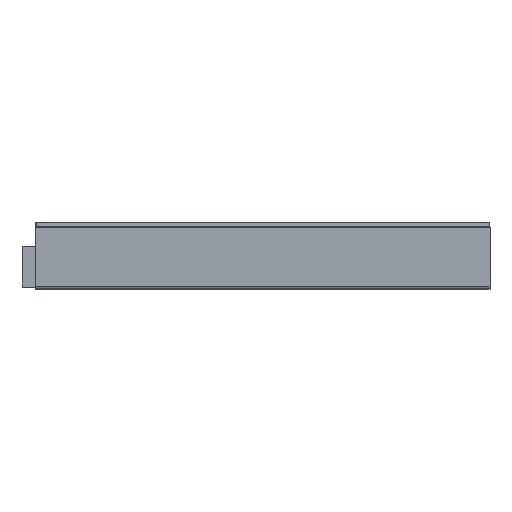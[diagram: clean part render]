
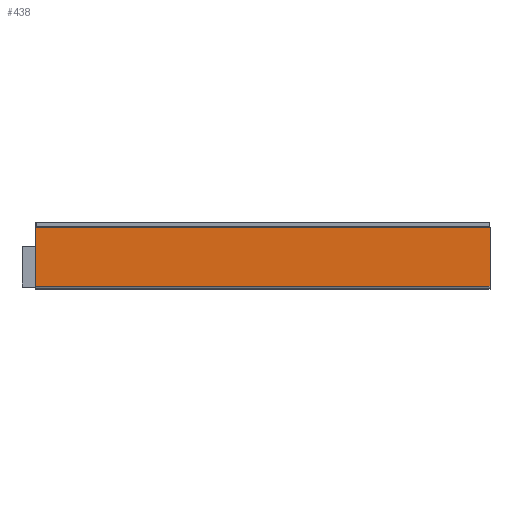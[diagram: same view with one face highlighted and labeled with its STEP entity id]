
A CAD part, top view. The second image highlights one B-rep face of the part: STEP entity #438.
In plain terms, the highlighted planar face has unit normal (0, 0, 1).
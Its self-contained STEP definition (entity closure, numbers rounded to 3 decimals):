
#74 = DIRECTION ( 'NONE',  ( 0., 1., 0. ) ) ;
#84 = PLANE ( 'NONE',  #757 ) ;
#93 = CARTESIAN_POINT ( 'NONE',  ( 97.1, 0., 0. ) ) ;
#171 = CARTESIAN_POINT ( 'NONE',  ( 97.1, 0.7, 0. ) ) ;
#187 = EDGE_CURVE ( 'NONE', #662, #1467, #385, .T. ) ;
#205 = DIRECTION ( 'NONE',  ( 1., 0., 0. ) ) ;
#262 = CARTESIAN_POINT ( 'NONE',  ( -2., 13.4, 0. ) ) ;
#291 = VECTOR ( 'NONE', #320, 1000. ) ;
#299 = CARTESIAN_POINT ( 'NONE',  ( 97.1, 13.4, 0. ) ) ;
#320 = DIRECTION ( 'NONE',  ( -1., 0., 0. ) ) ;
#344 = VECTOR ( 'NONE', #74, 1000. ) ;
#385 = LINE ( 'NONE', #1503, #1597 ) ;
#423 = VECTOR ( 'NONE', #1594, 1000. ) ;
#431 = ORIENTED_EDGE ( 'NONE', *, *, #1308, .T. ) ;
#438 = ADVANCED_FACE ( 'NONE', ( #803 ), #84, .F. ) ;
#662 = VERTEX_POINT ( 'NONE', #1945 ) ;
#716 = ORIENTED_EDGE ( 'NONE', *, *, #855, .T. ) ;
#724 = EDGE_LOOP ( 'NONE', ( #1191, #716, #431, #1267 ) ) ;
#757 = AXIS2_PLACEMENT_3D ( 'NONE', #1557, #1733, #1550 ) ;
#803 = FACE_OUTER_BOUND ( 'NONE', #724, .T. ) ;
#855 = EDGE_CURVE ( 'NONE', #1467, #2002, #1393, .T. ) ;
#931 = LINE ( 'NONE', #971, #423 ) ;
#971 = CARTESIAN_POINT ( 'NONE',  ( -2., 0., 0. ) ) ;
#1150 = LINE ( 'NONE', #2054, #291 ) ;
#1191 = ORIENTED_EDGE ( 'NONE', *, *, #187, .T. ) ;
#1267 = ORIENTED_EDGE ( 'NONE', *, *, #1361, .T. ) ;
#1308 = EDGE_CURVE ( 'NONE', #2002, #1773, #1150, .T. ) ;
#1361 = EDGE_CURVE ( 'NONE', #1773, #662, #931, .T. ) ;
#1393 = LINE ( 'NONE', #93, #344 ) ;
#1467 = VERTEX_POINT ( 'NONE', #171 ) ;
#1503 = CARTESIAN_POINT ( 'NONE',  ( -2., 0.7, 0. ) ) ;
#1550 = DIRECTION ( 'NONE',  ( -1., 0., 0. ) ) ;
#1557 = CARTESIAN_POINT ( 'NONE',  ( 0., 0., 0. ) ) ;
#1594 = DIRECTION ( 'NONE',  ( 0., -1., 0. ) ) ;
#1597 = VECTOR ( 'NONE', #205, 1000. ) ;
#1733 = DIRECTION ( 'NONE',  ( 0., 0., -1. ) ) ;
#1773 = VERTEX_POINT ( 'NONE', #262 ) ;
#1945 = CARTESIAN_POINT ( 'NONE',  ( -2., 0.7, 0. ) ) ;
#2002 = VERTEX_POINT ( 'NONE', #299 ) ;
#2054 = CARTESIAN_POINT ( 'NONE',  ( -2., 13.4, 0. ) ) ;
